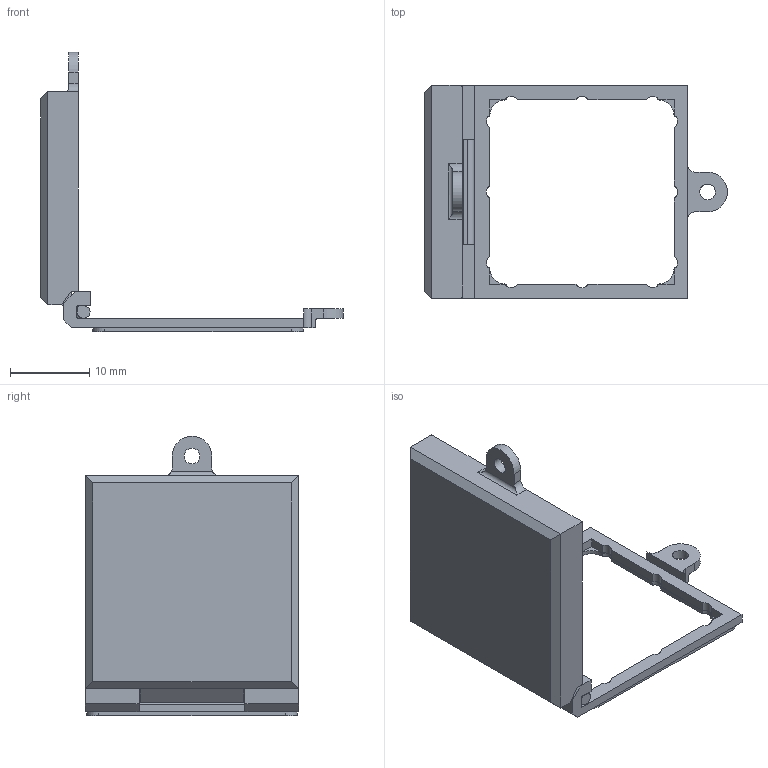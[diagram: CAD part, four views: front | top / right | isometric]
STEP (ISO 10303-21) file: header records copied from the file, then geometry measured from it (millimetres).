
FILE_DESCRIPTION(/* description */ (''),/* implementation_level */ '2;1');
FILE_NAME(/* name */ 'KDQ24_ipt.stp',/* time_stamp */ '2015-09-03T14:33:41+02:00',/* author */ ('mmack'),/* organization */ (''),/* preprocessor_version */ 'ST-DEVELOPER v15.2',/* originating_system */ 'Autodesk Inventor 2014',/* authorisation */ '');
FILE_SCHEMA (('AUTOMOTIVE_DESIGN { 1 0 10303 214 3 1 1 }'));
Length unit declared in the file: centimetre
Products named in the file (1): 3D-Zeichnungen vereinfacht für Kunden
Bounding box: 38.3 x 27.05 x 35.35 mm (x, y, z)
Volume: 1884.5 mm3; surface area: 3426.7 mm2
Topology: 1 solids, 1 shells, 180 faces, 507 edges, 321 vertices
Faces by surface type: plane 119, cylinder 57, torus 4
Full cylindrical faces by diameter (mm): 2 x2
Entity records: 5865 total; most frequent: CARTESIAN_POINT 1085, ORIENTED_EDGE 1012, DIRECTION 1010, EDGE_CURVE 504, AXIS2_PLACEMENT_3D 341, LINE 328, VECTOR 328, VERTEX_POINT 320
